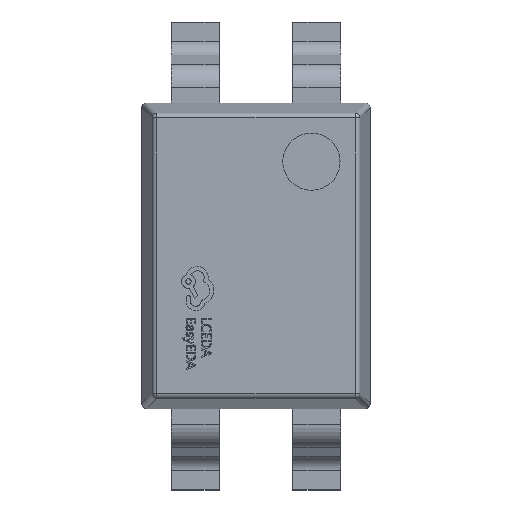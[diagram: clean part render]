
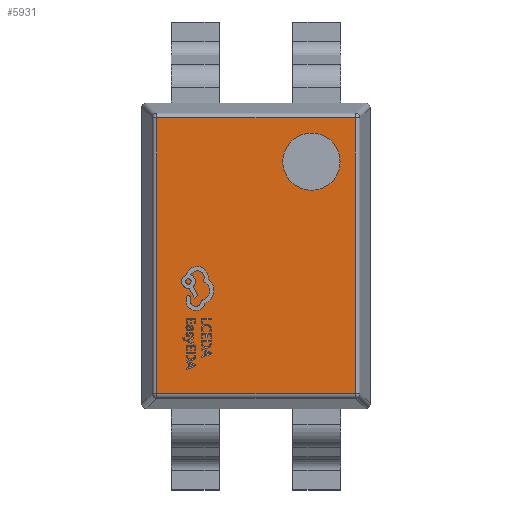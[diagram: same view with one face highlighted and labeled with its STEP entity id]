
A CAD part, top view. The second image highlights one B-rep face of the part: STEP entity #5931.
In plain terms, the highlighted planar face has unit normal (0, 0, 1).
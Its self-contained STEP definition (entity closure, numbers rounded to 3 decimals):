
#1975 = ORIENTED_EDGE ( 'NONE', *, *, #16562, .T. ) ;
#2266 = ORIENTED_EDGE ( 'NONE', *, *, #17865, .T. ) ;
#2313 = AXIS2_PLACEMENT_3D ( 'NONE', #9343, #12126, #5009 ) ;
#2484 = DIRECTION ( 'NONE',  ( 0., -1., 0. ) ) ;
#2553 = VERTEX_POINT ( 'NONE', #7175 ) ;
#2557 = EDGE_LOOP ( 'NONE', ( #2266, #12583, #1975, #7364 ) ) ;
#2784 = CARTESIAN_POINT ( 'NONE',  ( 0., 0., 1.4 ) ) ;
#2800 = LINE ( 'NONE', #15303, #10969 ) ;
#2829 = VERTEX_POINT ( 'NONE', #7153 ) ;
#2864 = FACE_BOUND ( 'NONE', #8678, .T. ) ;
#2940 = DIRECTION ( 'NONE',  ( 0., 0., 1. ) ) ;
#3494 = ORIENTED_EDGE ( 'NONE', *, *, #9863, .F. ) ;
#4015 = DIRECTION ( 'NONE',  ( -1., 0., 0. ) ) ;
#4309 = CARTESIAN_POINT ( 'NONE',  ( -2.077, -2.887, 1.4 ) ) ;
#4820 = EDGE_CURVE ( 'NONE', #2553, #9892, #2800, .T. ) ;
#5009 = DIRECTION ( 'NONE',  ( 1., 0., 0. ) ) ;
#5081 = EDGE_CURVE ( 'NONE', #12368, #2829, #9498, .T. ) ;
#5103 = VECTOR ( 'NONE', #8166, 1000. ) ;
#5404 = FACE_OUTER_BOUND ( 'NONE', #2557, .T. ) ;
#5486 = PLANE ( 'NONE',  #13427 ) ;
#5931 = ADVANCED_FACE ( 'NONE', ( #2864, #5404 ), #5486, .F. ) ;
#6436 = CIRCLE ( 'NONE', #2313, 0.6 ) ;
#6538 = VECTOR ( 'NONE', #2484, 1000. ) ;
#7116 = DIRECTION ( 'NONE',  ( 0., 0., -1. ) ) ;
#7153 = CARTESIAN_POINT ( 'NONE',  ( 1.761, 1.971, 1.4 ) ) ;
#7175 = CARTESIAN_POINT ( 'NONE',  ( 2.077, 2.887, 1.4 ) ) ;
#7268 = DIRECTION ( 'NONE',  ( 1., 0., 0. ) ) ;
#7364 = ORIENTED_EDGE ( 'NONE', *, *, #10679, .T. ) ;
#7579 = LINE ( 'NONE', #13359, #9106 ) ;
#8166 = DIRECTION ( 'NONE',  ( 0., 1., 0. ) ) ;
#8528 = DIRECTION ( 'NONE',  ( -1., 0., 0. ) ) ;
#8678 = EDGE_LOOP ( 'NONE', ( #3494, #11292 ) ) ;
#8749 = CARTESIAN_POINT ( 'NONE',  ( 1.161, 1.971, 1.4 ) ) ;
#9106 = VECTOR ( 'NONE', #13261, 1000. ) ;
#9343 = CARTESIAN_POINT ( 'NONE',  ( 1.161, 1.971, 1.4 ) ) ;
#9498 = CIRCLE ( 'NONE', #12749, 0.6 ) ;
#9863 = EDGE_CURVE ( 'NONE', #2829, #12368, #6436, .T. ) ;
#9892 = VERTEX_POINT ( 'NONE', #16591 ) ;
#10679 = EDGE_CURVE ( 'NONE', #14613, #13296, #7579, .T. ) ;
#10969 = VECTOR ( 'NONE', #8528, 1000. ) ;
#11292 = ORIENTED_EDGE ( 'NONE', *, *, #5081, .F. ) ;
#12126 = DIRECTION ( 'NONE',  ( 0., 0., 1. ) ) ;
#12368 = VERTEX_POINT ( 'NONE', #17554 ) ;
#12429 = CARTESIAN_POINT ( 'NONE',  ( 2.077, 2.971, 1.4 ) ) ;
#12583 = ORIENTED_EDGE ( 'NONE', *, *, #4820, .T. ) ;
#12749 = AXIS2_PLACEMENT_3D ( 'NONE', #8749, #2940, #7268 ) ;
#12991 = CARTESIAN_POINT ( 'NONE',  ( 2.077, -2.887, 1.4 ) ) ;
#13261 = DIRECTION ( 'NONE',  ( 1., 0., 0. ) ) ;
#13296 = VERTEX_POINT ( 'NONE', #12991 ) ;
#13359 = CARTESIAN_POINT ( 'NONE',  ( 2.161, -2.887, 1.4 ) ) ;
#13427 = AXIS2_PLACEMENT_3D ( 'NONE', #2784, #7116, #4015 ) ;
#14613 = VERTEX_POINT ( 'NONE', #4309 ) ;
#15303 = CARTESIAN_POINT ( 'NONE',  ( -2.161, 2.887, 1.4 ) ) ;
#16148 = LINE ( 'NONE', #12429, #5103 ) ;
#16562 = EDGE_CURVE ( 'NONE', #9892, #14613, #17754, .T. ) ;
#16591 = CARTESIAN_POINT ( 'NONE',  ( -2.077, 2.887, 1.4 ) ) ;
#17554 = CARTESIAN_POINT ( 'NONE',  ( 0.561, 1.971, 1.4 ) ) ;
#17754 = LINE ( 'NONE', #18119, #6538 ) ;
#17865 = EDGE_CURVE ( 'NONE', #13296, #2553, #16148, .T. ) ;
#18119 = CARTESIAN_POINT ( 'NONE',  ( -2.077, -2.971, 1.4 ) ) ;
